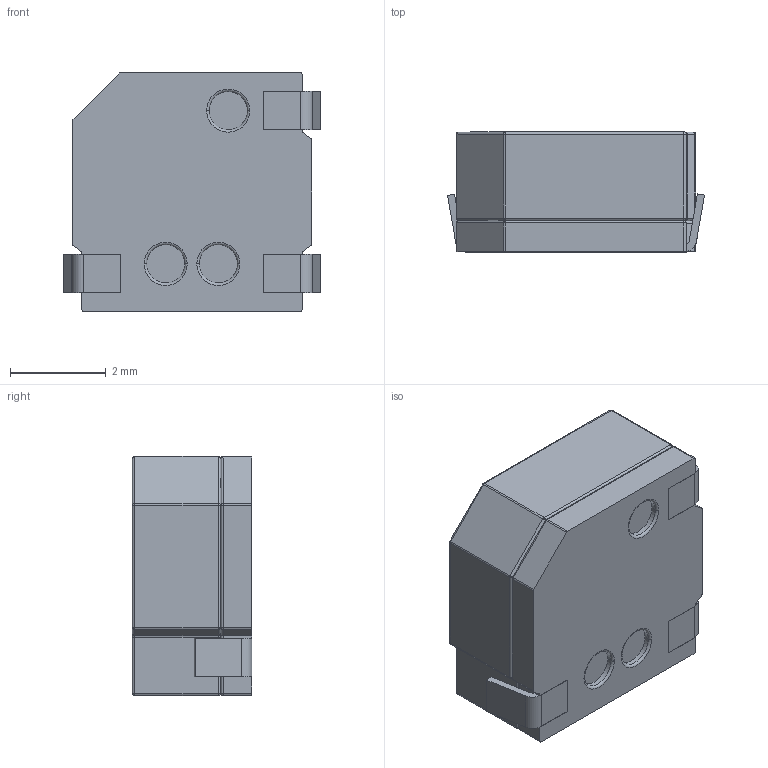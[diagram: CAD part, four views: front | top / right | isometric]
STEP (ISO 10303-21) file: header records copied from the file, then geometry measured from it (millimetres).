
FILE_DESCRIPTION (( 'STEP AP214' ), '1' );
FILE_NAME ('CUI_DEVICES_CMT-0525-75-SMT-TR.step', '2019-10-20T21:41:23', ( '' ), ( '' ), 'SwSTEP 2.0', 'SolidWorks 2019', '' );
FILE_SCHEMA (( 'AUTOMOTIVE_DESIGN' ));
Length unit declared in the file: inch
Products named in the file (1): CUI_DEVICES_CMT-0525-75-SMT-TR
Bounding box: 5.37 x 2.5 x 5 mm (x, y, z)
Volume: 59.2 mm3; surface area: 110.6 mm2
Topology: 4 solids, 4 shells, 171 faces, 381 edges, 209 vertices
Faces by surface type: plane 67, cylinder 67, sphere 24, torus 12, bspline 1
Entity records: 4883 total; most frequent: DIRECTION 852, CARTESIAN_POINT 790, ORIENTED_EDGE 736, EDGE_CURVE 368, AXIS2_PLACEMENT_3D 317, VECTOR 218, LINE 218, VERTEX_POINT 209
